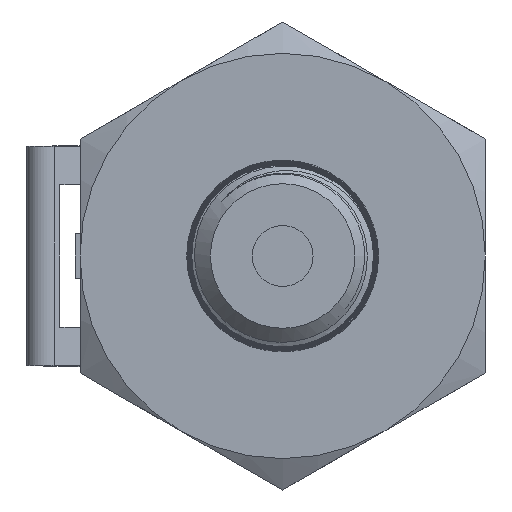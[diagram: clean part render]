
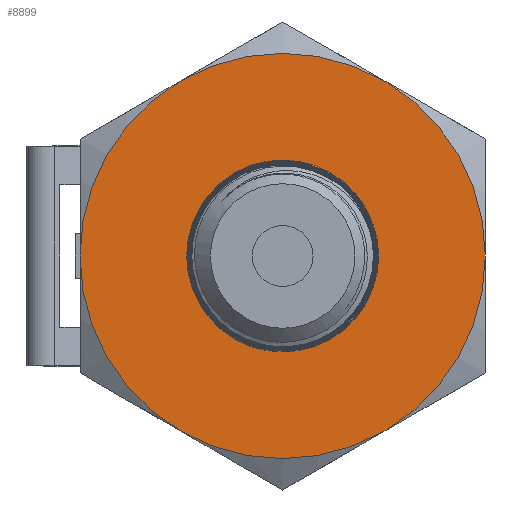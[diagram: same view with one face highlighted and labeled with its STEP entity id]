
A CAD part, left-side view. The second image highlights one B-rep face of the part: STEP entity #8899.
In plain terms, the highlighted planar face has unit normal (-1, 0, 0).
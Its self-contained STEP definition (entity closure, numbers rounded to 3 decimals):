
#398=FACE_BOUND('',#1521,.T.);
#514=PLANE('',#9238);
#979=FACE_OUTER_BOUND('',#1520,.T.);
#1520=EDGE_LOOP('',(#7656,#7657,#7658,#7659,#7660,#7661));
#1521=EDGE_LOOP('',(#7662));
#1734=CIRCLE('',#9140,5.21);
#1755=CIRCLE('',#9204,11.);
#1756=CIRCLE('',#9206,11.);
#1757=CIRCLE('',#9208,11.);
#1758=CIRCLE('',#9210,11.);
#1759=CIRCLE('',#9212,11.);
#1760=CIRCLE('',#9214,11.);
#3630=VERTEX_POINT('',#11943);
#4191=VERTEX_POINT('',#22266);
#4192=VERTEX_POINT('',#22270);
#4194=VERTEX_POINT('',#22277);
#4196=VERTEX_POINT('',#22287);
#4198=VERTEX_POINT('',#22300);
#4200=VERTEX_POINT('',#22310);
#4530=EDGE_CURVE('',#3630,#3630,#1734,.T.);
#5372=EDGE_CURVE('',#4191,#4192,#1755,.T.);
#5375=EDGE_CURVE('',#4194,#4191,#1756,.T.);
#5378=EDGE_CURVE('',#4196,#4194,#1757,.T.);
#5380=EDGE_CURVE('',#4198,#4196,#1758,.T.);
#5383=EDGE_CURVE('',#4200,#4198,#1759,.T.);
#5386=EDGE_CURVE('',#4192,#4200,#1760,.T.);
#7656=ORIENTED_EDGE('',*,*,#5386,.T.);
#7657=ORIENTED_EDGE('',*,*,#5383,.T.);
#7658=ORIENTED_EDGE('',*,*,#5380,.T.);
#7659=ORIENTED_EDGE('',*,*,#5378,.T.);
#7660=ORIENTED_EDGE('',*,*,#5375,.T.);
#7661=ORIENTED_EDGE('',*,*,#5372,.T.);
#7662=ORIENTED_EDGE('',*,*,#4530,.T.);
#8899=ADVANCED_FACE('',(#979,#398),#514,.T.);
#9140=AXIS2_PLACEMENT_3D('',#11944,#9587,#9588);
#9204=AXIS2_PLACEMENT_3D('',#22274,#10009,#10010);
#9206=AXIS2_PLACEMENT_3D('',#22284,#10013,#10014);
#9208=AXIS2_PLACEMENT_3D('',#22294,#10017,#10018);
#9210=AXIS2_PLACEMENT_3D('',#22301,#10021,#10022);
#9212=AXIS2_PLACEMENT_3D('',#22311,#10025,#10026);
#9214=AXIS2_PLACEMENT_3D('',#22320,#10029,#10030);
#9238=AXIS2_PLACEMENT_3D('',#22405,#10085,#10086);
#9587=DIRECTION('center_axis',(1.,0.,0.));
#9588=DIRECTION('ref_axis',(0.,0.,-1.));
#10009=DIRECTION('center_axis',(-1.,0.,0.));
#10010=DIRECTION('ref_axis',(0.,1.,0.));
#10013=DIRECTION('center_axis',(-1.,0.,0.));
#10014=DIRECTION('ref_axis',(0.,1.,0.));
#10017=DIRECTION('center_axis',(-1.,0.,0.));
#10018=DIRECTION('ref_axis',(0.,1.,0.));
#10021=DIRECTION('center_axis',(-1.,0.,0.));
#10022=DIRECTION('ref_axis',(0.,1.,0.));
#10025=DIRECTION('center_axis',(-1.,0.,0.));
#10026=DIRECTION('ref_axis',(0.,1.,0.));
#10029=DIRECTION('center_axis',(-1.,0.,0.));
#10030=DIRECTION('ref_axis',(0.,1.,0.));
#10085=DIRECTION('center_axis',(-1.,0.,0.));
#10086=DIRECTION('ref_axis',(0.,0.,1.));
#11943=CARTESIAN_POINT('',(-36.6,-5.21,0.));
#11944=CARTESIAN_POINT('Origin',(-36.6,0.,0.));
#22266=CARTESIAN_POINT('',(-36.6,-5.5,-9.526));
#22270=CARTESIAN_POINT('',(-36.6,-11.,0.));
#22274=CARTESIAN_POINT('Origin',(-36.6,0.,0.));
#22277=CARTESIAN_POINT('',(-36.6,5.5,-9.526));
#22284=CARTESIAN_POINT('Origin',(-36.6,0.,0.));
#22287=CARTESIAN_POINT('',(-36.6,11.,0.));
#22294=CARTESIAN_POINT('Origin',(-36.6,0.,0.));
#22300=CARTESIAN_POINT('',(-36.6,5.5,9.526));
#22301=CARTESIAN_POINT('Origin',(-36.6,0.,0.));
#22310=CARTESIAN_POINT('',(-36.6,-5.5,9.526));
#22311=CARTESIAN_POINT('Origin',(-36.6,0.,0.));
#22320=CARTESIAN_POINT('Origin',(-36.6,0.,0.));
#22405=CARTESIAN_POINT('Origin',(-36.6,11.,0.));
